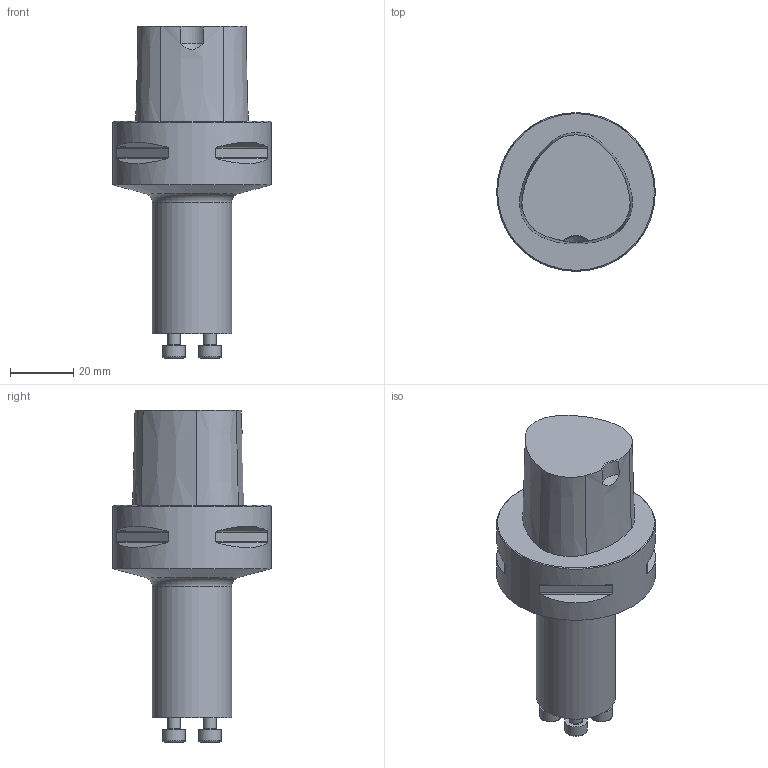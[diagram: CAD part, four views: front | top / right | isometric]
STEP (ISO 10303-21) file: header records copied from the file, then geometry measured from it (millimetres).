
FILE_DESCRIPTION(/* description */ (''),/* implementation_level */ '2;1');
FILE_NAME(/* name */ 'toolcomp_1.stp',/* time_stamp */ '2019-08-14T12:50:27+02:00',/* author */ (''),/* organization */ ('SMS'),/* preprocessor_version */ 'ST-DEVELOPER v15',/* originating_system */ 'SIEMENS PLM Software NX 8.5',/* authorisation */ '');
FILE_SCHEMA (('AUTOMOTIVE_DESIGN { 1 0 10303 214 3 1 1 1 }'));
Length unit declared in the file: millimetre
Products named in the file (1): TOOLCOMP_1
Bounding box: 50 x 50 x 104.61 mm (x, y, z)
Volume: 92154.8 mm3; surface area: 14627.6 mm2
Topology: 1 solids, 1 shells, 137 faces, 282 edges, 162 vertices
Faces by surface type: plane 71, cone 38, cylinder 19, torus 9
Full cylindrical faces by diameter (mm): 4 x4, 7 x4, 25 x1, 50 x1
Entity records: 3703 total; most frequent: CARTESIAN_POINT 929, DIRECTION 588, ORIENTED_EDGE 498, EDGE_CURVE 249, AXIS2_PLACEMENT_3D 243, EDGE_LOOP 175, VERTEX_POINT 156, ADVANCED_FACE 137
